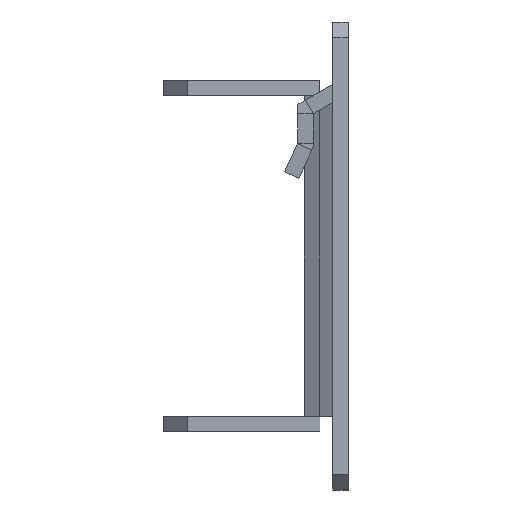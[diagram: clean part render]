
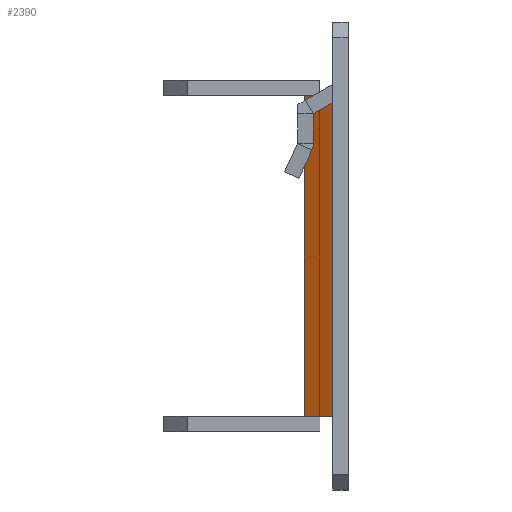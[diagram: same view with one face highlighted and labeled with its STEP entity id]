
A CAD part, left-side view. The second image highlights one B-rep face of the part: STEP entity #2390.
In plain terms, the highlighted planar face has unit normal (-0.875, 0.484, 0).
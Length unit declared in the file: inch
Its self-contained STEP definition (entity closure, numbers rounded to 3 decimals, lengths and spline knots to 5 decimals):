
#333 = CARTESIAN_POINT ( 'NONE',  ( -17.76299, -0.31496, -0.80693 ) ) ;
#1027 = CARTESIAN_POINT ( 'NONE',  ( -17.84173, -0.45748, 0.80693 ) ) ;
#1086 = ORIENTED_EDGE ( 'NONE', *, *, #2274, .T. ) ;
#1203 = LINE ( 'NONE', #7261, #6352 ) ;
#1570 = EDGE_CURVE ( 'NONE', #2006, #4116, #1203, .T. ) ;
#2006 = VERTEX_POINT ( 'NONE', #8809 ) ;
#2262 = CARTESIAN_POINT ( 'NONE',  ( -17.76299, -0.31496, -0.80693 ) ) ;
#2274 = EDGE_CURVE ( 'NONE', #8045, #4116, #9974, .T. ) ;
#2390 = ADVANCED_FACE ( 'NONE', ( #8088 ), #4006, .T. ) ;
#3024 = LINE ( 'NONE', #3691, #6233 ) ;
#3159 = ORIENTED_EDGE ( 'NONE', *, *, #5788, .T. ) ;
#3326 = VECTOR ( 'NONE', #7666, 39.37008 ) ;
#3691 = CARTESIAN_POINT ( 'NONE',  ( -17.76299, -0.31496, 0.80693 ) ) ;
#4006 = PLANE ( 'NONE',  #7303 ) ;
#4048 = DIRECTION ( 'NONE',  ( -0.875, 0.484, 0. ) ) ;
#4116 = VERTEX_POINT ( 'NONE', #1027 ) ;
#4641 = ORIENTED_EDGE ( 'NONE', *, *, #5833, .T. ) ;
#4694 = CARTESIAN_POINT ( 'NONE',  ( -17.84173, -0.45748, -0.80693 ) ) ;
#5645 = DIRECTION ( 'NONE',  ( -0.484, -0.875, 0. ) ) ;
#5788 = EDGE_CURVE ( 'NONE', #6112, #8045, #7524, .T. ) ;
#5833 = EDGE_CURVE ( 'NONE', #2006, #6112, #3024, .T. ) ;
#6112 = VERTEX_POINT ( 'NONE', #333 ) ;
#6233 = VECTOR ( 'NONE', #9836, 39.37008 ) ;
#6352 = VECTOR ( 'NONE', #5645, 39.37008 ) ;
#6465 = CARTESIAN_POINT ( 'NONE',  ( -17.84173, -0.45748, 0.80693 ) ) ;
#7131 = DIRECTION ( 'NONE',  ( -0.484, -0.875, 0. ) ) ;
#7261 = CARTESIAN_POINT ( 'NONE',  ( -17.76299, -0.31496, 0.80693 ) ) ;
#7297 = EDGE_LOOP ( 'NONE', ( #9503, #4641, #3159, #1086 ) ) ;
#7298 = VECTOR ( 'NONE', #9449, 39.37008 ) ;
#7303 = AXIS2_PLACEMENT_3D ( 'NONE', #7896, #4048, #7131 ) ;
#7524 = LINE ( 'NONE', #2262, #3326 ) ;
#7666 = DIRECTION ( 'NONE',  ( -0.484, -0.875, 0. ) ) ;
#7896 = CARTESIAN_POINT ( 'NONE',  ( -17.8642, -0.49814, 0.80693 ) ) ;
#8045 = VERTEX_POINT ( 'NONE', #4694 ) ;
#8088 = FACE_OUTER_BOUND ( 'NONE', #7297, .T. ) ;
#8809 = CARTESIAN_POINT ( 'NONE',  ( -17.76299, -0.31496, 0.80693 ) ) ;
#9449 = DIRECTION ( 'NONE',  ( 0., 0., 1. ) ) ;
#9503 = ORIENTED_EDGE ( 'NONE', *, *, #1570, .F. ) ;
#9836 = DIRECTION ( 'NONE',  ( 0., 0., -1. ) ) ;
#9974 = LINE ( 'NONE', #6465, #7298 ) ;
